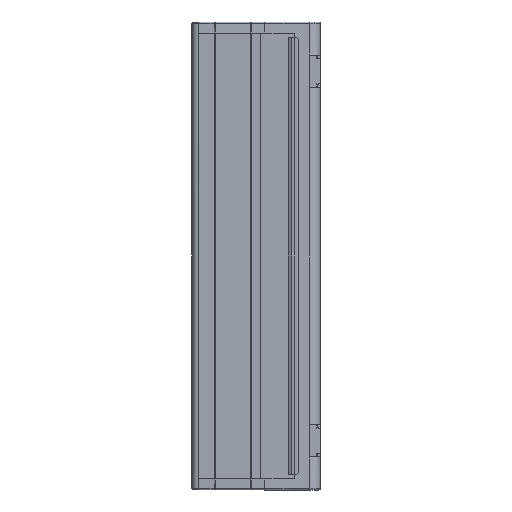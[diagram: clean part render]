
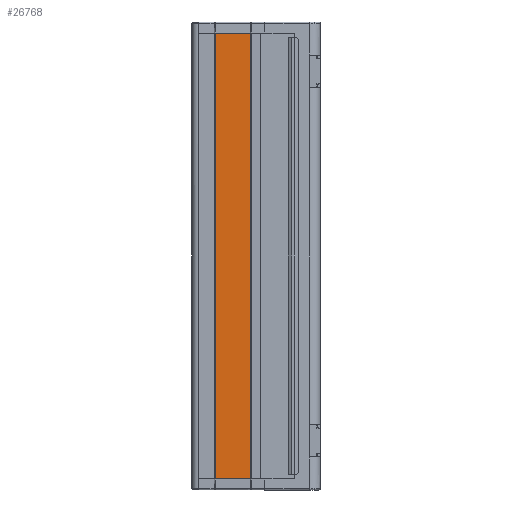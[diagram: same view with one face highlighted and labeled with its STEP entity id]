
A CAD part, left-side view. The second image highlights one B-rep face of the part: STEP entity #26768.
In plain terms, the highlighted planar face has unit normal (-1, 0.018, 0).
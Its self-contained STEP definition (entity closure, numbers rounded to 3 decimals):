
#29 = VECTOR ( 'NONE', #5409, 1000. ) ;
#398 = CARTESIAN_POINT ( 'NONE',  ( -30.806, 35.704, -206.8 ) ) ;
#466 = ORIENTED_EDGE ( 'NONE', *, *, #3549, .F. ) ;
#524 = CARTESIAN_POINT ( 'NONE',  ( -31.085, 19.693, -206.8 ) ) ;
#2676 = VECTOR ( 'NONE', #14768, 1000. ) ;
#2900 = VECTOR ( 'NONE', #20995, 1000. ) ;
#3365 = LINE ( 'NONE', #16121, #29 ) ;
#3549 = EDGE_CURVE ( 'NONE', #21963, #5813, #5710, .T. ) ;
#3765 = VERTEX_POINT ( 'NONE', #26979 ) ;
#3808 = ORIENTED_EDGE ( 'NONE', *, *, #19810, .T. ) ;
#5409 = DIRECTION ( 'NONE',  ( 0.017, 1., 0. ) ) ;
#5710 = LINE ( 'NONE', #398, #2676 ) ;
#5813 = VERTEX_POINT ( 'NONE', #18118 ) ;
#7126 = EDGE_LOOP ( 'NONE', ( #21238, #466, #26081, #3808 ) ) ;
#10331 = LINE ( 'NONE', #16591, #2900 ) ;
#12908 = EDGE_CURVE ( 'NONE', #21963, #3765, #21812, .T. ) ;
#13964 = CARTESIAN_POINT ( 'NONE',  ( -31.085, 19.693, -206.724 ) ) ;
#14744 = DIRECTION ( 'NONE',  ( 1., -0.017, 0. ) ) ;
#14768 = DIRECTION ( 'NONE',  ( 0.017, 1., 0. ) ) ;
#14923 = DIRECTION ( 'NONE',  ( 0.017, 1., 0. ) ) ;
#15382 = FACE_OUTER_BOUND ( 'NONE', #7126, .T. ) ;
#16009 = AXIS2_PLACEMENT_3D ( 'NONE', #21222, #14744, #14923 ) ;
#16121 = CARTESIAN_POINT ( 'NONE',  ( -30.806, 35.704, -5. ) ) ;
#16591 = CARTESIAN_POINT ( 'NONE',  ( -30.806, 35.704, -206.724 ) ) ;
#17683 = VERTEX_POINT ( 'NONE', #23505 ) ;
#18118 = CARTESIAN_POINT ( 'NONE',  ( -30.806, 35.704, -206.8 ) ) ;
#18126 = VECTOR ( 'NONE', #24526, 1000. ) ;
#19338 = PLANE ( 'NONE',  #16009 ) ;
#19810 = EDGE_CURVE ( 'NONE', #3765, #17683, #3365, .T. ) ;
#20995 = DIRECTION ( 'NONE',  ( 0., 0., 1. ) ) ;
#21222 = CARTESIAN_POINT ( 'NONE',  ( -30.806, 35.704, -206.724 ) ) ;
#21238 = ORIENTED_EDGE ( 'NONE', *, *, #22625, .F. ) ;
#21812 = LINE ( 'NONE', #13964, #18126 ) ;
#21963 = VERTEX_POINT ( 'NONE', #524 ) ;
#22625 = EDGE_CURVE ( 'NONE', #5813, #17683, #10331, .T. ) ;
#23505 = CARTESIAN_POINT ( 'NONE',  ( -30.806, 35.704, -5. ) ) ;
#24526 = DIRECTION ( 'NONE',  ( 0., 0., 1. ) ) ;
#26081 = ORIENTED_EDGE ( 'NONE', *, *, #12908, .T. ) ;
#26768 = ADVANCED_FACE ( 'NONE', ( #15382 ), #19338, .F. ) ;
#26979 = CARTESIAN_POINT ( 'NONE',  ( -31.085, 19.693, -5. ) ) ;
